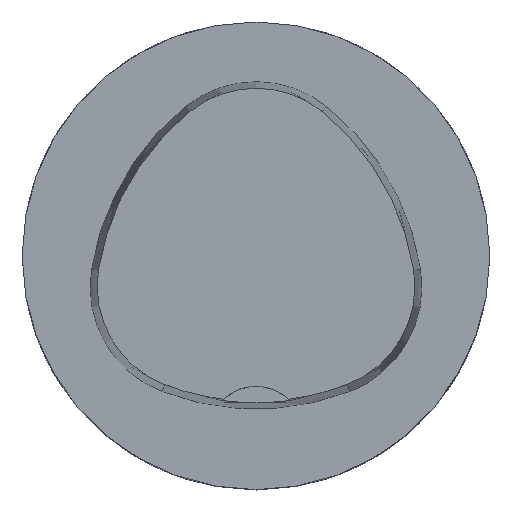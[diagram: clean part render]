
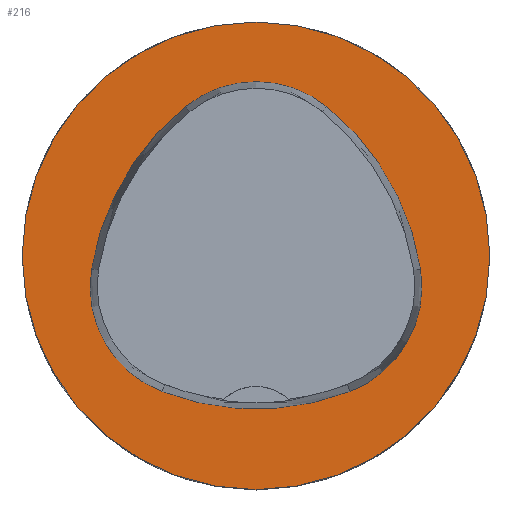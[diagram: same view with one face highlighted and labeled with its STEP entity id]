
A CAD part, top view. The second image highlights one B-rep face of the part: STEP entity #216.
In plain terms, the highlighted planar face has unit normal (0, 0, 1).
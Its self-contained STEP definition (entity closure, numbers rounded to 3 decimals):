
#216=ADVANCED_FACE('',(#419,#420),#259,.T.);
#259=PLANE('',#1241);
#419=FACE_BOUND('',#476,.T.);
#420=FACE_BOUND('',#477,.T.);
#476=EDGE_LOOP('',(#680,#681,#682,#683,#684,#685));
#477=EDGE_LOOP('',(#686));
#680=ORIENTED_EDGE('',*,*,#996,.T.);
#681=ORIENTED_EDGE('',*,*,#976,.T.);
#682=ORIENTED_EDGE('',*,*,#980,.T.);
#683=ORIENTED_EDGE('',*,*,#983,.T.);
#684=ORIENTED_EDGE('',*,*,#986,.T.);
#685=ORIENTED_EDGE('',*,*,#994,.T.);
#686=ORIENTED_EDGE('',*,*,#967,.F.);
#856=VERTEX_POINT('',#1958);
#865=VERTEX_POINT('',#1977);
#866=VERTEX_POINT('',#1978);
#869=VERTEX_POINT('',#1986);
#871=VERTEX_POINT('',#1992);
#873=VERTEX_POINT('',#1998);
#880=VERTEX_POINT('',#2019);
#967=EDGE_CURVE('',#856,#856,#1051,.T.);
#976=EDGE_CURVE('',#865,#866,#1052,.T.);
#980=EDGE_CURVE('',#866,#869,#1054,.T.);
#983=EDGE_CURVE('',#869,#871,#1056,.T.);
#986=EDGE_CURVE('',#871,#873,#1058,.T.);
#994=EDGE_CURVE('',#873,#880,#1062,.T.);
#996=EDGE_CURVE('',#880,#865,#1064,.T.);
#1051=CIRCLE('',#1213,25.);
#1052=CIRCLE('',#1219,28.);
#1054=CIRCLE('',#1222,12.);
#1056=CIRCLE('',#1225,28.);
#1058=CIRCLE('',#1228,12.);
#1062=CIRCLE('',#1233,28.);
#1064=CIRCLE('',#1236,12.);
#1213=AXIS2_PLACEMENT_3D('',#1957,#1444,#1445);
#1219=AXIS2_PLACEMENT_3D('',#1976,#1460,#1461);
#1222=AXIS2_PLACEMENT_3D('',#1985,#1468,#1469);
#1225=AXIS2_PLACEMENT_3D('',#1991,#1475,#1476);
#1228=AXIS2_PLACEMENT_3D('',#1997,#1482,#1483);
#1233=AXIS2_PLACEMENT_3D('',#2020,#1494,#1495);
#1236=AXIS2_PLACEMENT_3D('',#2023,#1500,#1501);
#1241=AXIS2_PLACEMENT_3D('',#2028,#1510,#1511);
#1444=DIRECTION('',(0.,0.,-1.));
#1445=DIRECTION('',(-1.,0.,0.));
#1460=DIRECTION('',(0.,0.,-1.));
#1461=DIRECTION('',(-1.,0.,0.));
#1468=DIRECTION('',(0.,0.,-1.));
#1469=DIRECTION('',(-1.,0.,0.));
#1475=DIRECTION('',(0.,0.,-1.));
#1476=DIRECTION('',(-1.,0.,0.));
#1482=DIRECTION('',(0.,0.,-1.));
#1483=DIRECTION('',(-1.,0.,0.));
#1494=DIRECTION('',(0.,0.,-1.));
#1495=DIRECTION('',(-1.,0.,0.));
#1500=DIRECTION('',(0.,0.,-1.));
#1501=DIRECTION('',(-1.,0.,0.));
#1510=DIRECTION('',(0.,0.,1.));
#1511=DIRECTION('',(1.,0.,0.));
#1957=CARTESIAN_POINT('',(0.,0.,0.));
#1958=CARTESIAN_POINT('',(-25.,0.,0.));
#1976=CARTESIAN_POINT('',(10.068,-5.824,0.));
#1977=CARTESIAN_POINT('',(-17.584,-1.424,0.));
#1978=CARTESIAN_POINT('',(-7.531,15.953,0.));
#1985=CARTESIAN_POINT('',(0.011,6.62,0.));
#1986=CARTESIAN_POINT('',(7.567,15.942,0.));
#1991=CARTESIAN_POINT('',(-10.063,-5.81,0.));
#1992=CARTESIAN_POINT('',(17.59,-1.418,0.));
#1997=CARTESIAN_POINT('',(5.739,-3.3,0.));
#1998=CARTESIAN_POINT('',(10.05,-14.499,0.));
#2019=CARTESIAN_POINT('',(-10.025,-14.516,0.));
#2020=CARTESIAN_POINT('',(-0.01,11.631,0.));
#2023=CARTESIAN_POINT('',(-5.733,-3.31,0.));
#2028=CARTESIAN_POINT('',(0.,0.,0.));
